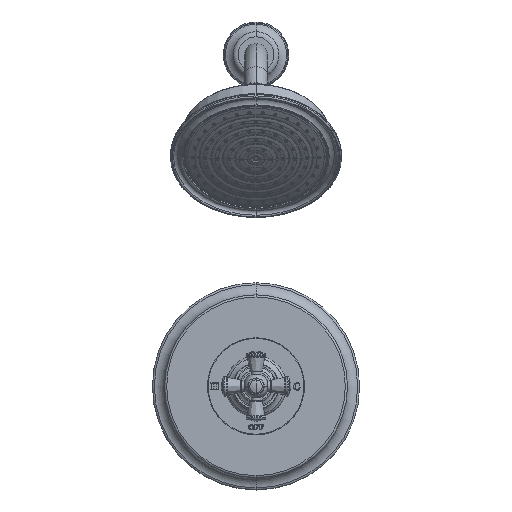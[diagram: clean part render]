
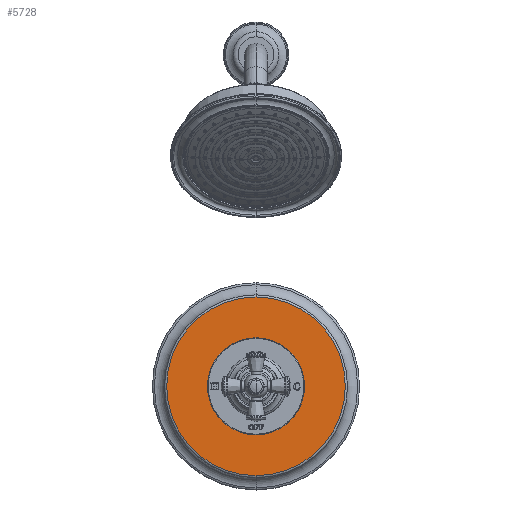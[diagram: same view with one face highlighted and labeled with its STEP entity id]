
A CAD part, top view. The second image highlights one B-rep face of the part: STEP entity #5728.
In plain terms, the highlighted planar face has unit normal (0, 0, 1).
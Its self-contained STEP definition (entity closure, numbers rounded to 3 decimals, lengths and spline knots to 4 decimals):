
#1609=CARTESIAN_POINT('',(0.,0.,0.625));
#1610=DIRECTION('',(0.,0.,1.));
#1611=DIRECTION('',(0.,-1.,0.));
#1612=AXIS2_PLACEMENT_3D('',#1609,#1610,#1611);
#1624=CARTESIAN_POINT('',(0.,0.,0.625));
#1625=DIRECTION('',(0.,0.,1.));
#1626=DIRECTION('',(0.,1.,0.));
#1627=AXIS2_PLACEMENT_3D('',#1624,#1625,#1626);
#1629=CARTESIAN_POINT('',(0.,0.,0.625));
#1630=DIRECTION('',(0.,0.,-1.));
#1631=DIRECTION('',(0.,1.,0.));
#1632=AXIS2_PLACEMENT_3D('',#1629,#1630,#1631);
#1712=CARTESIAN_POINT('',(0.,0.,0.625));
#1713=DIRECTION('',(0.,0.,1.));
#1714=DIRECTION('',(0.,1.,0.));
#1715=AXIS2_PLACEMENT_3D('',#1712,#1713,#1714);
#3772=CARTESIAN_POINT('',(0.,3.233,0.625));
#3773=VERTEX_POINT('',#3772);
#3780=CARTESIAN_POINT('',(0.,-3.233,0.625));
#3781=VERTEX_POINT('',#3780);
#3782=CARTESIAN_POINT('',(0.,-1.757,0.625));
#3783=CARTESIAN_POINT('',(0.,1.757,0.625));
#3784=VERTEX_POINT('',#3782);
#3785=VERTEX_POINT('',#3783);
#5712=CARTESIAN_POINT('',(0.,0.,0.625));
#5713=DIRECTION('',(0.,0.,-1.));
#5714=DIRECTION('',(0.,-1.,0.));
#5715=AXIS2_PLACEMENT_3D('',#5712,#5713,#5714);
#5716=PLANE('',#5715);
#5718=ORIENTED_EDGE('',*,*,#5717,.F.);
#5720=ORIENTED_EDGE('',*,*,#5719,.T.);
#5721=EDGE_LOOP('',(#5718,#5720));
#5722=FACE_OUTER_BOUND('',#5721,.F.);
#5723=ORIENTED_EDGE('',*,*,#5702,.T.);
#5725=ORIENTED_EDGE('',*,*,#5724,.T.);
#5726=EDGE_LOOP('',(#5723,#5725));
#5727=FACE_BOUND('',#5726,.F.);
#5728=ADVANCED_FACE('',(#5722,#5727),#5716,.F.);
#1613=CIRCLE('',#1612,1.757);
#1628=CIRCLE('',#1627,3.233);
#1633=CIRCLE('',#1632,3.233);
#1716=CIRCLE('',#1715,1.757);
#5702=EDGE_CURVE('',#3784,#3785,#1613,.T.);
#5717=EDGE_CURVE('',#3773,#3781,#1628,.T.);
#5719=EDGE_CURVE('',#3773,#3781,#1633,.T.);
#5724=EDGE_CURVE('',#3785,#3784,#1716,.T.);
